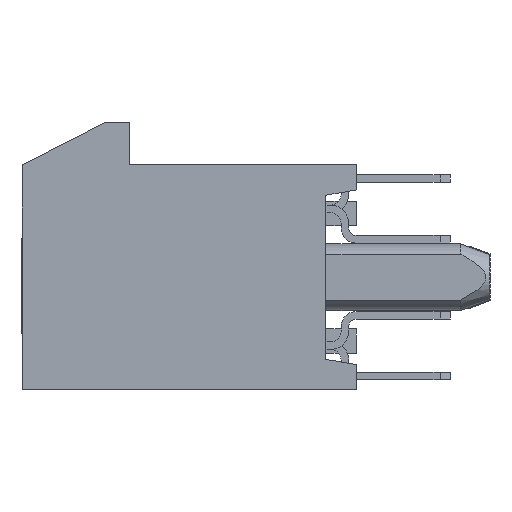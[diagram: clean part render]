
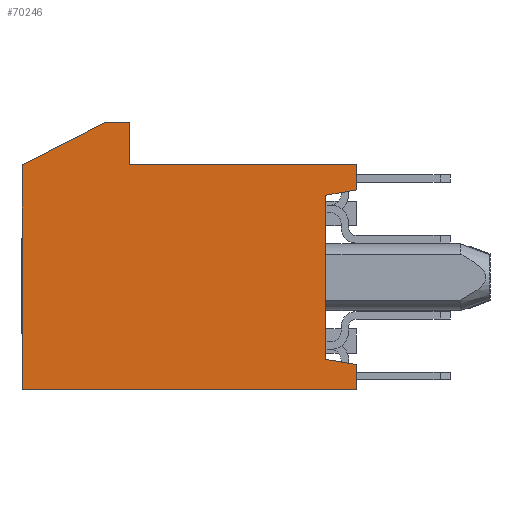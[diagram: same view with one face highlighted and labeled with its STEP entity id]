
A CAD part, left-side view. The second image highlights one B-rep face of the part: STEP entity #70246.
In plain terms, the highlighted planar face has unit normal (-1, 0, 0).
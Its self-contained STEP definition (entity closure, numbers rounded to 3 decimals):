
#958 = CARTESIAN_POINT ( 'NONE',  ( -14.65, 7.45, 5.1 ) ) ;
#1165 = LINE ( 'NONE', #43282, #45462 ) ;
#1853 = EDGE_CURVE ( 'NONE', #12353, #61746, #41953, .T. ) ;
#5313 = CARTESIAN_POINT ( 'NONE',  ( -14.65, 8.25, 5.1 ) ) ;
#5667 = LINE ( 'NONE', #46434, #81400 ) ;
#6091 = CARTESIAN_POINT ( 'NONE',  ( -14.65, 11., 3.7 ) ) ;
#7205 = VECTOR ( 'NONE', #20352, 1000. ) ;
#8555 = ORIENTED_EDGE ( 'NONE', *, *, #9679, .T. ) ;
#8797 = EDGE_CURVE ( 'NONE', #51166, #75181, #36982, .T. ) ;
#9679 = EDGE_CURVE ( 'NONE', #27592, #23490, #67577, .T. ) ;
#10349 = ORIENTED_EDGE ( 'NONE', *, *, #34063, .T. ) ;
#10702 = CARTESIAN_POINT ( 'NONE',  ( -14.65, 11., -3.7 ) ) ;
#12353 = VERTEX_POINT ( 'NONE', #45267 ) ;
#14069 = EDGE_CURVE ( 'NONE', #80388, #31023, #82227, .T. ) ;
#14077 = CARTESIAN_POINT ( 'NONE',  ( -14.65, 0., 3.7 ) ) ;
#15084 = CARTESIAN_POINT ( 'NONE',  ( -14.65, 0., -3.7 ) ) ;
#15644 = CARTESIAN_POINT ( 'NONE',  ( -14.65, 0., -2.876 ) ) ;
#17271 = VERTEX_POINT ( 'NONE', #5313 ) ;
#18121 = ORIENTED_EDGE ( 'NONE', *, *, #88718, .T. ) ;
#20352 = DIRECTION ( 'NONE',  ( 0., -0.985, 0.174 ) ) ;
#21352 = DIRECTION ( 'NONE',  ( 0., -1., 0. ) ) ;
#21818 = DIRECTION ( 'NONE',  ( 0., 0., 1. ) ) ;
#23490 = VERTEX_POINT ( 'NONE', #32808 ) ;
#24588 = VECTOR ( 'NONE', #30124, 1000. ) ;
#24648 = ORIENTED_EDGE ( 'NONE', *, *, #65082, .T. ) ;
#25381 = VECTOR ( 'NONE', #30299, 1000. ) ;
#25807 = EDGE_CURVE ( 'NONE', #51166, #45941, #1165, .T. ) ;
#25957 = ORIENTED_EDGE ( 'NONE', *, *, #77530, .T. ) ;
#26073 = EDGE_LOOP ( 'NONE', ( #80859, #10349, #8555, #25957, #36830, #53766, #29007, #24648, #18121, #46168, #80237 ) ) ;
#26726 = LINE ( 'NONE', #54060, #78753 ) ;
#27592 = VERTEX_POINT ( 'NONE', #35016 ) ;
#29007 = ORIENTED_EDGE ( 'NONE', *, *, #1853, .T. ) ;
#30124 = DIRECTION ( 'NONE',  ( 0., 0.891, -0.454 ) ) ;
#30299 = DIRECTION ( 'NONE',  ( 0., 0., 1. ) ) ;
#31023 = VERTEX_POINT ( 'NONE', #77853 ) ;
#32808 = CARTESIAN_POINT ( 'NONE',  ( -14.65, 1., 2.7 ) ) ;
#34063 = EDGE_CURVE ( 'NONE', #45649, #27592, #77455, .T. ) ;
#34226 = CARTESIAN_POINT ( 'NONE',  ( -14.65, 0., 2.876 ) ) ;
#34753 = DIRECTION ( 'NONE',  ( 0., 1., 0. ) ) ;
#34781 = CARTESIAN_POINT ( 'NONE',  ( -14.65, 111.307, -3.7 ) ) ;
#35016 = CARTESIAN_POINT ( 'NONE',  ( -14.65, 1., -2.7 ) ) ;
#36830 = ORIENTED_EDGE ( 'NONE', *, *, #14069, .F. ) ;
#36982 = LINE ( 'NONE', #64327, #25381 ) ;
#41412 = DIRECTION ( 'NONE',  ( 0., 0., -1. ) ) ;
#41510 = DIRECTION ( 'NONE',  ( 1., 0., 0. ) ) ;
#41802 = EDGE_CURVE ( 'NONE', #12353, #80388, #66849, .T. ) ;
#41953 = LINE ( 'NONE', #42412, #58060 ) ;
#42412 = CARTESIAN_POINT ( 'NONE',  ( -14.65, 7.45, 5.1 ) ) ;
#43282 = CARTESIAN_POINT ( 'NONE',  ( -14.65, 111.307, -3.7 ) ) ;
#44701 = CARTESIAN_POINT ( 'NONE',  ( -14.65, 0., 3.7 ) ) ;
#44974 = VECTOR ( 'NONE', #75660, 1000. ) ;
#45267 = CARTESIAN_POINT ( 'NONE',  ( -14.65, 7.45, 3.7 ) ) ;
#45462 = VECTOR ( 'NONE', #21352, 1000. ) ;
#45649 = VERTEX_POINT ( 'NONE', #15644 ) ;
#45941 = VERTEX_POINT ( 'NONE', #15084 ) ;
#46168 = ORIENTED_EDGE ( 'NONE', *, *, #8797, .F. ) ;
#46356 = LINE ( 'NONE', #34226, #7205 ) ;
#46434 = CARTESIAN_POINT ( 'NONE',  ( -14.65, 0., -3.7 ) ) ;
#47373 = PLANE ( 'NONE',  #87918 ) ;
#48792 = CARTESIAN_POINT ( 'NONE',  ( -14.65, 0., -2.876 ) ) ;
#51166 = VERTEX_POINT ( 'NONE', #10702 ) ;
#53766 = ORIENTED_EDGE ( 'NONE', *, *, #41802, .F. ) ;
#54060 = CARTESIAN_POINT ( 'NONE',  ( -14.65, 8.25, 5.1 ) ) ;
#58060 = VECTOR ( 'NONE', #21818, 1000. ) ;
#61312 = CARTESIAN_POINT ( 'NONE',  ( -14.65, 1., -3.7 ) ) ;
#61746 = VERTEX_POINT ( 'NONE', #958 ) ;
#62434 = VECTOR ( 'NONE', #66259, 1000. ) ;
#62571 = FACE_OUTER_BOUND ( 'NONE', #26073, .T. ) ;
#64327 = CARTESIAN_POINT ( 'NONE',  ( -14.65, 11., -3.7 ) ) ;
#64593 = LINE ( 'NONE', #83906, #24588 ) ;
#65082 = EDGE_CURVE ( 'NONE', #61746, #17271, #26726, .T. ) ;
#66259 = DIRECTION ( 'NONE',  ( 0., 0., 1. ) ) ;
#66849 = LINE ( 'NONE', #74056, #67189 ) ;
#67189 = VECTOR ( 'NONE', #79934, 1000. ) ;
#67577 = LINE ( 'NONE', #61312, #62434 ) ;
#70246 = ADVANCED_FACE ( 'NONE', ( #62571 ), #47373, .F. ) ;
#74056 = CARTESIAN_POINT ( 'NONE',  ( -14.65, 111.307, 3.7 ) ) ;
#75181 = VERTEX_POINT ( 'NONE', #6091 ) ;
#75200 = EDGE_CURVE ( 'NONE', #45649, #45941, #5667, .T. ) ;
#75660 = DIRECTION ( 'NONE',  ( 0., 0.985, 0.174 ) ) ;
#77455 = LINE ( 'NONE', #48792, #44974 ) ;
#77530 = EDGE_CURVE ( 'NONE', #23490, #31023, #46356, .T. ) ;
#77853 = CARTESIAN_POINT ( 'NONE',  ( -14.65, 0., 2.876 ) ) ;
#78753 = VECTOR ( 'NONE', #34753, 1000. ) ;
#79934 = DIRECTION ( 'NONE',  ( 0., -1., 0. ) ) ;
#80237 = ORIENTED_EDGE ( 'NONE', *, *, #25807, .T. ) ;
#80388 = VERTEX_POINT ( 'NONE', #44701 ) ;
#80859 = ORIENTED_EDGE ( 'NONE', *, *, #75200, .F. ) ;
#81400 = VECTOR ( 'NONE', #81415, 1000. ) ;
#81415 = DIRECTION ( 'NONE',  ( 0., 0., -1. ) ) ;
#81425 = VECTOR ( 'NONE', #41412, 1000. ) ;
#82227 = LINE ( 'NONE', #14077, #81425 ) ;
#83229 = DIRECTION ( 'NONE',  ( 0., 0., -1. ) ) ;
#83906 = CARTESIAN_POINT ( 'NONE',  ( -14.65, 11., 3.7 ) ) ;
#87918 = AXIS2_PLACEMENT_3D ( 'NONE', #34781, #41510, #83229 ) ;
#88718 = EDGE_CURVE ( 'NONE', #17271, #75181, #64593, .T. ) ;
